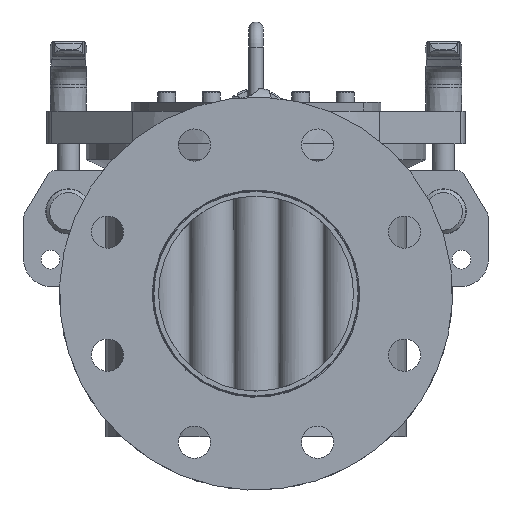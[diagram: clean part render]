
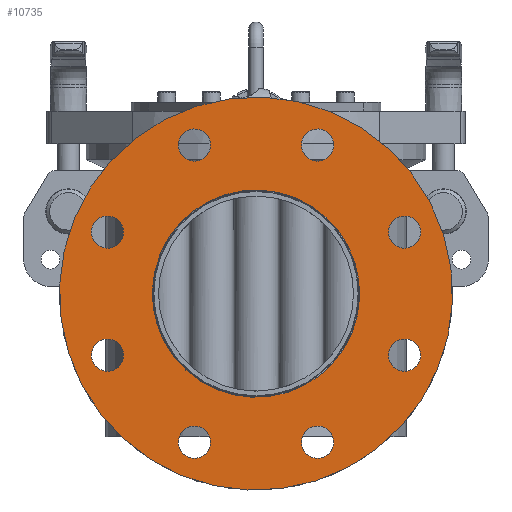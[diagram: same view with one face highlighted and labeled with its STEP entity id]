
A CAD part, front view. The second image highlights one B-rep face of the part: STEP entity #10735.
In plain terms, the highlighted planar face has unit normal (0, -1, 0).
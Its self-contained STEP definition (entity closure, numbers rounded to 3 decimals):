
#570=FACE_BOUND('',#2061,.T.);
#571=FACE_BOUND('',#2062,.T.);
#572=FACE_BOUND('',#2063,.T.);
#573=FACE_BOUND('',#2064,.T.);
#574=FACE_BOUND('',#2065,.T.);
#575=FACE_BOUND('',#2066,.T.);
#576=FACE_BOUND('',#2067,.T.);
#577=FACE_BOUND('',#2068,.T.);
#578=FACE_BOUND('',#2069,.T.);
#796=PLANE('',#11853);
#1365=FACE_OUTER_BOUND('',#2060,.T.);
#2060=EDGE_LOOP('',(#8958));
#2061=EDGE_LOOP('',(#8959));
#2062=EDGE_LOOP('',(#8960));
#2063=EDGE_LOOP('',(#8961));
#2064=EDGE_LOOP('',(#8962));
#2065=EDGE_LOOP('',(#8963));
#2066=EDGE_LOOP('',(#8964));
#2067=EDGE_LOOP('',(#8965));
#2068=EDGE_LOOP('',(#8966));
#2069=EDGE_LOOP('',(#8967));
#3792=CIRCLE('',#11824,9.);
#3794=CIRCLE('',#11827,9.);
#3796=CIRCLE('',#11830,9.);
#3798=CIRCLE('',#11833,9.);
#3800=CIRCLE('',#11836,9.);
#3802=CIRCLE('',#11839,9.);
#3804=CIRCLE('',#11842,9.);
#3806=CIRCLE('',#11845,9.);
#3809=CIRCLE('',#11849,58.);
#3810=CIRCLE('',#11851,110.);
#4762=VERTEX_POINT('',#20750);
#4764=VERTEX_POINT('',#20756);
#4766=VERTEX_POINT('',#20762);
#4768=VERTEX_POINT('',#20768);
#4770=VERTEX_POINT('',#20774);
#4772=VERTEX_POINT('',#20780);
#4774=VERTEX_POINT('',#20786);
#4776=VERTEX_POINT('',#20792);
#4779=VERTEX_POINT('',#20800);
#4780=VERTEX_POINT('',#20804);
#6167=EDGE_CURVE('',#4762,#4762,#3792,.T.);
#6170=EDGE_CURVE('',#4764,#4764,#3794,.T.);
#6173=EDGE_CURVE('',#4766,#4766,#3796,.T.);
#6176=EDGE_CURVE('',#4768,#4768,#3798,.T.);
#6179=EDGE_CURVE('',#4770,#4770,#3800,.T.);
#6182=EDGE_CURVE('',#4772,#4772,#3802,.T.);
#6185=EDGE_CURVE('',#4774,#4774,#3804,.T.);
#6188=EDGE_CURVE('',#4776,#4776,#3806,.T.);
#6193=EDGE_CURVE('',#4779,#4779,#3809,.T.);
#6194=EDGE_CURVE('',#4780,#4780,#3810,.T.);
#8958=ORIENTED_EDGE('',*,*,#6194,.F.);
#8959=ORIENTED_EDGE('',*,*,#6167,.T.);
#8960=ORIENTED_EDGE('',*,*,#6170,.T.);
#8961=ORIENTED_EDGE('',*,*,#6173,.T.);
#8962=ORIENTED_EDGE('',*,*,#6176,.T.);
#8963=ORIENTED_EDGE('',*,*,#6179,.T.);
#8964=ORIENTED_EDGE('',*,*,#6182,.T.);
#8965=ORIENTED_EDGE('',*,*,#6185,.T.);
#8966=ORIENTED_EDGE('',*,*,#6188,.T.);
#8967=ORIENTED_EDGE('',*,*,#6193,.T.);
#10735=ADVANCED_FACE('',(#1365,#570,#571,#572,#573,#574,#575,#576,#577,
#578),#796,.F.);
#11824=AXIS2_PLACEMENT_3D('',#20751,#14472,#14473);
#11827=AXIS2_PLACEMENT_3D('',#20757,#14479,#14480);
#11830=AXIS2_PLACEMENT_3D('',#20763,#14486,#14487);
#11833=AXIS2_PLACEMENT_3D('',#20769,#14493,#14494);
#11836=AXIS2_PLACEMENT_3D('',#20775,#14500,#14501);
#11839=AXIS2_PLACEMENT_3D('',#20781,#14507,#14508);
#11842=AXIS2_PLACEMENT_3D('',#20787,#14514,#14515);
#11845=AXIS2_PLACEMENT_3D('',#20793,#14521,#14522);
#11849=AXIS2_PLACEMENT_3D('',#20802,#14531,#14532);
#11851=AXIS2_PLACEMENT_3D('',#20805,#14535,#14536);
#11853=AXIS2_PLACEMENT_3D('',#20809,#14540,#14541);
#14472=DIRECTION('center_axis',(0.,1.,0.));
#14473=DIRECTION('ref_axis',(-0.924,0.,-0.383));
#14479=DIRECTION('center_axis',(0.,1.,0.));
#14480=DIRECTION('ref_axis',(-0.924,0.,0.383));
#14486=DIRECTION('center_axis',(0.,1.,0.));
#14487=DIRECTION('ref_axis',(-0.383,0.,0.924));
#14493=DIRECTION('center_axis',(0.,1.,0.));
#14494=DIRECTION('ref_axis',(0.383,0.,0.924));
#14500=DIRECTION('center_axis',(0.,1.,0.));
#14501=DIRECTION('ref_axis',(0.924,0.,0.383));
#14507=DIRECTION('center_axis',(0.,1.,0.));
#14508=DIRECTION('ref_axis',(0.924,0.,-0.383));
#14514=DIRECTION('center_axis',(0.,1.,0.));
#14515=DIRECTION('ref_axis',(0.383,0.,-0.924));
#14521=DIRECTION('center_axis',(0.,1.,0.));
#14522=DIRECTION('ref_axis',(-0.383,0.,-0.924));
#14531=DIRECTION('center_axis',(0.,1.,0.));
#14532=DIRECTION('ref_axis',(-0.383,0.,-0.924));
#14535=DIRECTION('center_axis',(0.,1.,0.));
#14536=DIRECTION('ref_axis',(-0.383,0.,-0.924));
#14540=DIRECTION('center_axis',(0.,1.,0.));
#14541=DIRECTION('ref_axis',(-0.383,0.,-0.924));
#20750=CARTESIAN_POINT('',(-26.127,-150.,2.593));
#20751=CARTESIAN_POINT('Origin',(-34.442,-150.,-0.851));
#20756=CARTESIAN_POINT('',(42.756,-150.,-4.295));
#20757=CARTESIAN_POINT('Origin',(34.442,-150.,-0.851));
#20762=CARTESIAN_POINT('',(86.593,-150.,-57.873));
#20763=CARTESIAN_POINT('Origin',(83.149,-150.,-49.558));
#20768=CARTESIAN_POINT('',(79.705,-150.,-126.756));
#20769=CARTESIAN_POINT('Origin',(83.149,-150.,-118.442));
#20774=CARTESIAN_POINT('',(26.127,-150.,-170.593));
#20775=CARTESIAN_POINT('Origin',(34.442,-150.,-167.149));
#20780=CARTESIAN_POINT('',(-42.756,-150.,-163.705));
#20781=CARTESIAN_POINT('Origin',(-34.442,-150.,-167.149));
#20786=CARTESIAN_POINT('',(-86.593,-150.,-110.127));
#20787=CARTESIAN_POINT('Origin',(-83.149,-150.,-118.442));
#20792=CARTESIAN_POINT('',(-79.705,-150.,-41.244));
#20793=CARTESIAN_POINT('Origin',(-83.149,-150.,-49.558));
#20800=CARTESIAN_POINT('',(22.196,-150.,-30.415));
#20802=CARTESIAN_POINT('Origin',(0.,-150.,-84.));
#20804=CARTESIAN_POINT('',(42.095,-150.,17.627));
#20805=CARTESIAN_POINT('Origin',(0.,-150.,-84.));
#20809=CARTESIAN_POINT('Origin',(0.,-150.,-84.));
